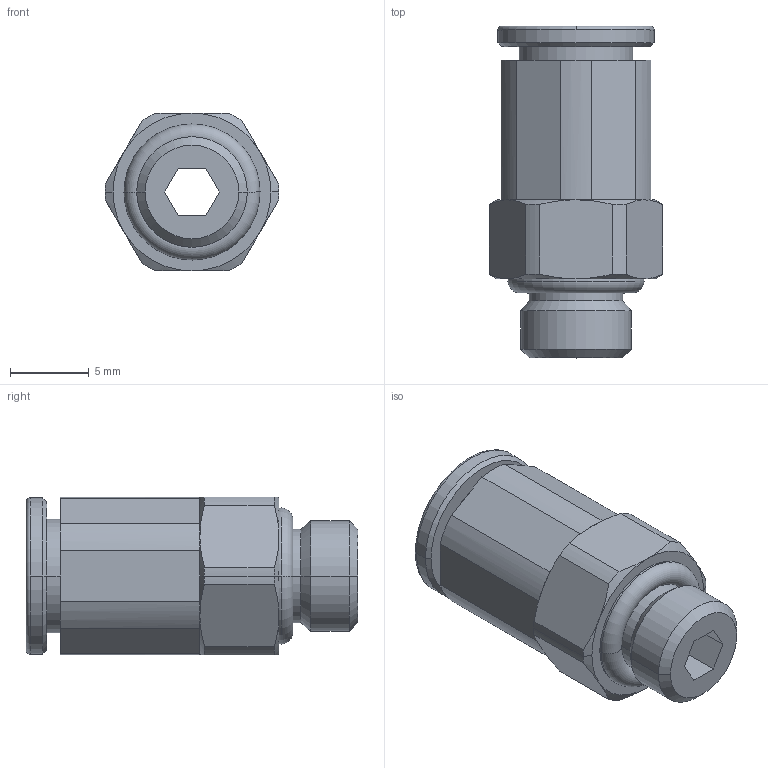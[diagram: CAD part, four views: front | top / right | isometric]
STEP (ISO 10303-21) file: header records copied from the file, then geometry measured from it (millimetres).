
FILE_DESCRIPTION(('STEP AP214'),'1');
FILE_NAME('3101_06_55.stp','2016-07-07T15:00:11',('TraceParts'),('TraceParts S.A.'),'Spatial InterOp 3D',' ',' ');
FILE_SCHEMA(('automotive_design'));
Length unit declared in the file: millimetre
Products named in the file (1): 1
Bounding box: 11 x 21 x 10 mm (x, y, z)
Volume: 969.7 mm3; surface area: 1171.8 mm2
Topology: 1 solids, 1 shells, 82 faces, 190 edges, 114 vertices
Faces by surface type: plane 30, cylinder 24, cone 22, torus 6
Entity records: 2363 total; most frequent: CARTESIAN_POINT 483, DIRECTION 422, ORIENTED_EDGE 380, EDGE_CURVE 190, AXIS2_PLACEMENT_3D 173, VERTEX_POINT 114, CIRCLE 90, EDGE_LOOP 88
